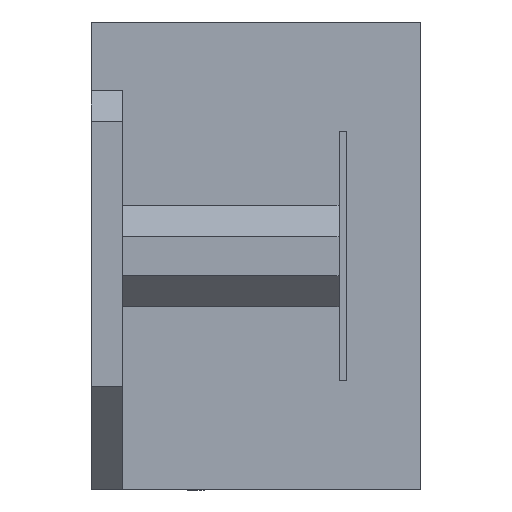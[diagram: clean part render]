
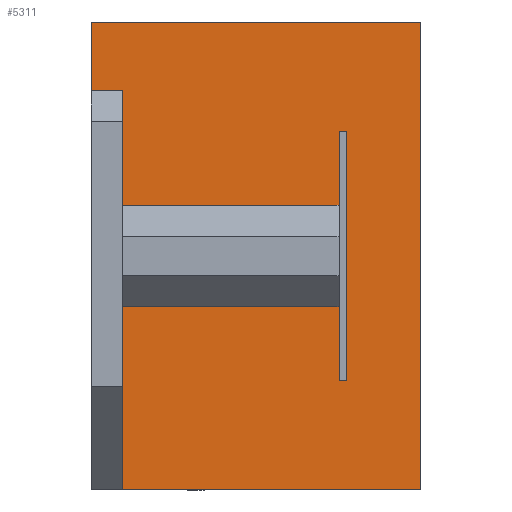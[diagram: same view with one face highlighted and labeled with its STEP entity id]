
A CAD part, left-side view. The second image highlights one B-rep face of the part: STEP entity #5311.
In plain terms, the highlighted planar face has unit normal (-1, 0, 0).
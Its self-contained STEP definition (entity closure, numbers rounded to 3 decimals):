
#64 = CARTESIAN_POINT ( 'NONE',  ( 0., 38.275, 0. ) ) ;
#102 = VERTEX_POINT ( 'NONE', #938 ) ;
#129 = LINE ( 'NONE', #5409, #2137 ) ;
#227 = DIRECTION ( 'NONE',  ( 0., -1., 0. ) ) ;
#280 = CARTESIAN_POINT ( 'NONE',  ( 0., 38.275, 0. ) ) ;
#338 = CARTESIAN_POINT ( 'NONE',  ( 0., 0., 60. ) ) ;
#374 = CARTESIAN_POINT ( 'NONE',  ( 0., 77.75, 0. ) ) ;
#472 = LINE ( 'NONE', #280, #2028 ) ;
#476 = VECTOR ( 'NONE', #2943, 1000. ) ;
#496 = EDGE_CURVE ( 'NONE', #2149, #2298, #472, .T. ) ;
#510 = ORIENTED_EDGE ( 'NONE', *, *, #3758, .F. ) ;
#556 = VECTOR ( 'NONE', #2727, 1000. ) ;
#579 = VECTOR ( 'NONE', #3087, 1000. ) ;
#600 = AXIS2_PLACEMENT_3D ( 'NONE', #374, #3818, #2076 ) ;
#608 = EDGE_CURVE ( 'NONE', #3578, #5503, #2308, .T. ) ;
#657 = DIRECTION ( 'NONE',  ( 0., 0., 1. ) ) ;
#658 = ORIENTED_EDGE ( 'NONE', *, *, #3244, .T. ) ;
#753 = EDGE_LOOP ( 'NONE', ( #1001, #5155, #510, #1830, #4104, #1043, #2726, #1571, #1433, #658, #5373, #4658, #1503, #5352 ) ) ;
#755 = EDGE_CURVE ( 'NONE', #2761, #4407, #4755, .T. ) ;
#807 = CARTESIAN_POINT ( 'NONE',  ( 0., 10.496, 46. ) ) ;
#834 = DIRECTION ( 'NONE',  ( 0., 0., 1. ) ) ;
#926 = DIRECTION ( 'NONE',  ( 0., -1., 0. ) ) ;
#938 = CARTESIAN_POINT ( 'NONE',  ( 0., 10.496, 36.5 ) ) ;
#985 = CARTESIAN_POINT ( 'NONE',  ( 0., 77.75, 14. ) ) ;
#1001 = ORIENTED_EDGE ( 'NONE', *, *, #5300, .F. ) ;
#1043 = ORIENTED_EDGE ( 'NONE', *, *, #755, .T. ) ;
#1062 = DIRECTION ( 'NONE',  ( 0., 0., 1. ) ) ;
#1072 = VERTEX_POINT ( 'NONE', #4263 ) ;
#1084 = LINE ( 'NONE', #4696, #476 ) ;
#1244 = LINE ( 'NONE', #2660, #5252 ) ;
#1278 = VECTOR ( 'NONE', #1647, 1000. ) ;
#1395 = LINE ( 'NONE', #3429, #3430 ) ;
#1424 = LINE ( 'NONE', #2004, #1278 ) ;
#1432 = FACE_OUTER_BOUND ( 'NONE', #753, .T. ) ;
#1433 = ORIENTED_EDGE ( 'NONE', *, *, #2953, .T. ) ;
#1435 = VECTOR ( 'NONE', #834, 1000. ) ;
#1486 = EDGE_CURVE ( 'NONE', #2872, #3578, #3518, .T. ) ;
#1503 = ORIENTED_EDGE ( 'NONE', *, *, #5007, .T. ) ;
#1509 = CARTESIAN_POINT ( 'NONE',  ( 0., 77.75, 36.5 ) ) ;
#1571 = ORIENTED_EDGE ( 'NONE', *, *, #1617, .T. ) ;
#1617 = EDGE_CURVE ( 'NONE', #102, #5382, #4052, .T. ) ;
#1647 = DIRECTION ( 'NONE',  ( 0., -1., 0. ) ) ;
#1780 = DIRECTION ( 'NONE',  ( 0., 0., -1. ) ) ;
#1830 = ORIENTED_EDGE ( 'NONE', *, *, #3799, .T. ) ;
#2004 = CARTESIAN_POINT ( 'NONE',  ( 0., 77.75, 51.2 ) ) ;
#2028 = VECTOR ( 'NONE', #4203, 1000. ) ;
#2032 = LINE ( 'NONE', #2287, #556 ) ;
#2076 = DIRECTION ( 'NONE',  ( 0., 0., 1. ) ) ;
#2126 = EDGE_CURVE ( 'NONE', #4407, #102, #3525, .T. ) ;
#2137 = VECTOR ( 'NONE', #3234, 1000. ) ;
#2149 = VERTEX_POINT ( 'NONE', #4531 ) ;
#2219 = CARTESIAN_POINT ( 'NONE',  ( 0., 10.496, 23.5 ) ) ;
#2229 = VECTOR ( 'NONE', #227, 1000. ) ;
#2241 = CARTESIAN_POINT ( 'NONE',  ( 0., 42.275, 0. ) ) ;
#2280 = EDGE_CURVE ( 'NONE', #1072, #2761, #1424, .T. ) ;
#2287 = CARTESIAN_POINT ( 'NONE',  ( 0., 77.75, 23.5 ) ) ;
#2298 = VERTEX_POINT ( 'NONE', #3361 ) ;
#2308 = LINE ( 'NONE', #3014, #1435 ) ;
#2626 = VECTOR ( 'NONE', #657, 1000. ) ;
#2660 = CARTESIAN_POINT ( 'NONE',  ( 0., 42.745, 60. ) ) ;
#2714 = CARTESIAN_POINT ( 'NONE',  ( 0., 38.275, 36.5 ) ) ;
#2726 = ORIENTED_EDGE ( 'NONE', *, *, #2126, .T. ) ;
#2727 = DIRECTION ( 'NONE',  ( 0., 1., 0. ) ) ;
#2761 = VERTEX_POINT ( 'NONE', #3119 ) ;
#2872 = VERTEX_POINT ( 'NONE', #4961 ) ;
#2943 = DIRECTION ( 'NONE',  ( 0., 1., 0. ) ) ;
#2953 = EDGE_CURVE ( 'NONE', #5382, #4733, #129, .T. ) ;
#3014 = CARTESIAN_POINT ( 'NONE',  ( 0., 10.496, 0. ) ) ;
#3084 = CARTESIAN_POINT ( 'NONE',  ( 0., 0., 0. ) ) ;
#3087 = DIRECTION ( 'NONE',  ( 0., 0., -1. ) ) ;
#3119 = CARTESIAN_POINT ( 'NONE',  ( 0., 38.275, 51.2 ) ) ;
#3234 = DIRECTION ( 'NONE',  ( 0., -1., 0. ) ) ;
#3244 = EDGE_CURVE ( 'NONE', #4733, #2872, #1395, .T. ) ;
#3361 = CARTESIAN_POINT ( 'NONE',  ( 0., 38.275, 0. ) ) ;
#3389 = CARTESIAN_POINT ( 'NONE',  ( 0., 9.496, 46. ) ) ;
#3429 = CARTESIAN_POINT ( 'NONE',  ( 0., 9.496, 0. ) ) ;
#3430 = VECTOR ( 'NONE', #5167, 1000. ) ;
#3494 = CARTESIAN_POINT ( 'NONE',  ( 0., 10.496, 14. ) ) ;
#3518 = LINE ( 'NONE', #985, #5009 ) ;
#3525 = LINE ( 'NONE', #1509, #2229 ) ;
#3578 = VERTEX_POINT ( 'NONE', #3494 ) ;
#3623 = DIRECTION ( 'NONE',  ( 0., 1., 0. ) ) ;
#3684 = CARTESIAN_POINT ( 'NONE',  ( 0., 0., 0. ) ) ;
#3727 = VECTOR ( 'NONE', #1780, 1000. ) ;
#3758 = EDGE_CURVE ( 'NONE', #4901, #4090, #1244, .T. ) ;
#3799 = EDGE_CURVE ( 'NONE', #4901, #1072, #3815, .T. ) ;
#3815 = LINE ( 'NONE', #2241, #579 ) ;
#3818 = DIRECTION ( 'NONE',  ( -1., 0., 0. ) ) ;
#3929 = EDGE_CURVE ( 'NONE', #4278, #4090, #4433, .T. ) ;
#3988 = CARTESIAN_POINT ( 'NONE',  ( 0., 42.275, 60. ) ) ;
#4052 = LINE ( 'NONE', #5006, #2626 ) ;
#4090 = VERTEX_POINT ( 'NONE', #338 ) ;
#4104 = ORIENTED_EDGE ( 'NONE', *, *, #2280, .T. ) ;
#4203 = DIRECTION ( 'NONE',  ( 0., 0., -1. ) ) ;
#4263 = CARTESIAN_POINT ( 'NONE',  ( 0., 42.275, 51.2 ) ) ;
#4270 = PLANE ( 'NONE',  #600 ) ;
#4278 = VERTEX_POINT ( 'NONE', #3084 ) ;
#4407 = VERTEX_POINT ( 'NONE', #2714 ) ;
#4433 = LINE ( 'NONE', #3684, #5329 ) ;
#4531 = CARTESIAN_POINT ( 'NONE',  ( 0., 38.275, 23.5 ) ) ;
#4658 = ORIENTED_EDGE ( 'NONE', *, *, #608, .T. ) ;
#4696 = CARTESIAN_POINT ( 'NONE',  ( 0., -5.22, 0. ) ) ;
#4733 = VERTEX_POINT ( 'NONE', #3389 ) ;
#4755 = LINE ( 'NONE', #64, #3727 ) ;
#4901 = VERTEX_POINT ( 'NONE', #3988 ) ;
#4961 = CARTESIAN_POINT ( 'NONE',  ( 0., 9.496, 14. ) ) ;
#5006 = CARTESIAN_POINT ( 'NONE',  ( 0., 10.496, 0. ) ) ;
#5007 = EDGE_CURVE ( 'NONE', #5503, #2149, #2032, .T. ) ;
#5009 = VECTOR ( 'NONE', #3623, 1000. ) ;
#5155 = ORIENTED_EDGE ( 'NONE', *, *, #3929, .T. ) ;
#5167 = DIRECTION ( 'NONE',  ( 0., 0., -1. ) ) ;
#5252 = VECTOR ( 'NONE', #926, 1000. ) ;
#5300 = EDGE_CURVE ( 'NONE', #4278, #2298, #1084, .T. ) ;
#5311 = ADVANCED_FACE ( 'NONE', ( #1432 ), #4270, .T. ) ;
#5329 = VECTOR ( 'NONE', #1062, 1000. ) ;
#5352 = ORIENTED_EDGE ( 'NONE', *, *, #496, .T. ) ;
#5373 = ORIENTED_EDGE ( 'NONE', *, *, #1486, .T. ) ;
#5382 = VERTEX_POINT ( 'NONE', #807 ) ;
#5409 = CARTESIAN_POINT ( 'NONE',  ( 0., 77.75, 46. ) ) ;
#5503 = VERTEX_POINT ( 'NONE', #2219 ) ;
